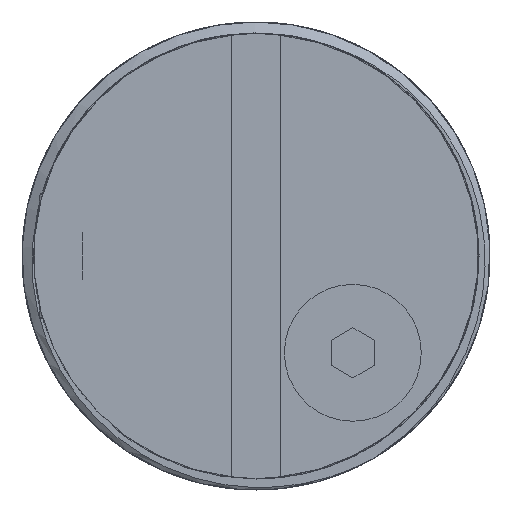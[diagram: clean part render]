
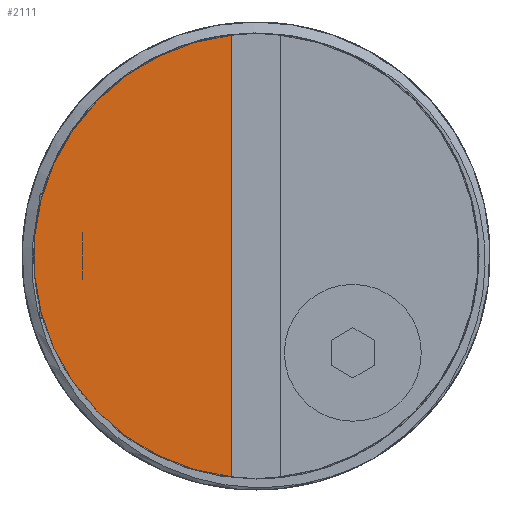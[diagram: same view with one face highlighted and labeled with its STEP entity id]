
A CAD part, left-side view. The second image highlights one B-rep face of the part: STEP entity #2111.
In plain terms, the highlighted planar face has unit normal (-1, 0, 0).
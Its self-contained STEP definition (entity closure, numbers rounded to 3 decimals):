
#31=PLANE('',#2282);
#157=FACE_OUTER_BOUND('',#277,.T.);
#277=EDGE_LOOP('',(#1872,#1873));
#304=CIRCLE('',#2231,17.85);
#593=LINE('',#13050,#719);
#719=VECTOR('',#2680,1000.);
#904=VERTEX_POINT('',#8308);
#905=VERTEX_POINT('',#8310);
#1199=EDGE_CURVE('',#905,#904,#304,.T.);
#1263=EDGE_CURVE('',#904,#905,#593,.T.);
#1872=ORIENTED_EDGE('',*,*,#1263,.T.);
#1873=ORIENTED_EDGE('',*,*,#1199,.T.);
#2111=ADVANCED_FACE('',(#157),#31,.T.);
#2231=AXIS2_PLACEMENT_3D('',#8311,#2549,#2550);
#2282=AXIS2_PLACEMENT_3D('',#13049,#2678,#2679);
#2549=DIRECTION('center_axis',(-1.,0.,0.));
#2550=DIRECTION('ref_axis',(0.,0.,1.));
#2678=DIRECTION('center_axis',(-1.,0.,0.));
#2679=DIRECTION('ref_axis',(0.,0.,1.));
#2680=DIRECTION('',(0.,0.,1.));
#8308=CARTESIAN_POINT('',(-86.5,2.,-17.738));
#8310=CARTESIAN_POINT('',(-86.5,2.,17.738));
#8311=CARTESIAN_POINT('Origin',(-86.5,0.,0.));
#13049=CARTESIAN_POINT('Origin',(-86.5,0.,0.));
#13050=CARTESIAN_POINT('',(-86.5,2.,-19.));
